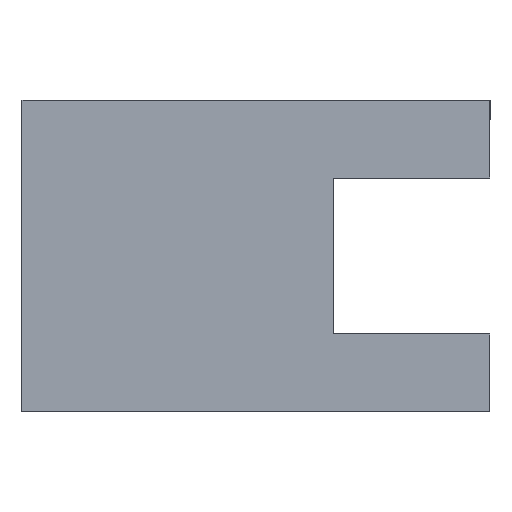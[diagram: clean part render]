
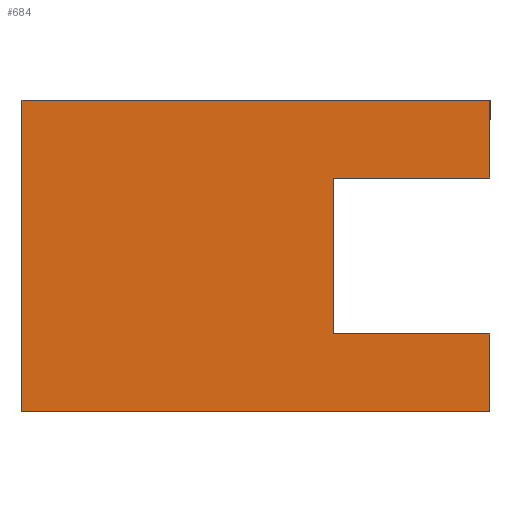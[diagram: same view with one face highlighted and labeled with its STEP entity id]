
A CAD part, left-side view. The second image highlights one B-rep face of the part: STEP entity #684.
In plain terms, the highlighted planar face has unit normal (-1, 0, 0).
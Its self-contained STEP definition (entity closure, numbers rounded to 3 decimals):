
#6 = DIRECTION ( 'NONE',  ( 0., -1., 0. ) ) ;
#11 = CARTESIAN_POINT ( 'NONE',  ( -80., -10., 25. ) ) ;
#26 = ORIENTED_EDGE ( 'NONE', *, *, #655, .F. ) ;
#27 = DIRECTION ( 'NONE',  ( 0., 0., -1. ) ) ;
#33 = VERTEX_POINT ( 'NONE', #543 ) ;
#50 = EDGE_CURVE ( 'NONE', #724, #160, #763, .T. ) ;
#51 = PLANE ( 'NONE',  #232 ) ;
#138 = EDGE_LOOP ( 'NONE', ( #386, #958, #26, #734, #650, #519, #746, #628 ) ) ;
#151 = EDGE_CURVE ( 'NONE', #33, #724, #179, .T. ) ;
#154 = CARTESIAN_POINT ( 'NONE',  ( -80., -50., 5. ) ) ;
#160 = VERTEX_POINT ( 'NONE', #11 ) ;
#179 = LINE ( 'NONE', #787, #363 ) ;
#186 = DIRECTION ( 'NONE',  ( 0., 0., -1. ) ) ;
#189 = LINE ( 'NONE', #409, #697 ) ;
#232 = AXIS2_PLACEMENT_3D ( 'NONE', #740, #511, #516 ) ;
#243 = EDGE_CURVE ( 'NONE', #561, #533, #594, .T. ) ;
#245 = CARTESIAN_POINT ( 'NONE',  ( -80., 30., 35. ) ) ;
#293 = CARTESIAN_POINT ( 'NONE',  ( -80., 30., 35. ) ) ;
#299 = LINE ( 'NONE', #293, #968 ) ;
#310 = VERTEX_POINT ( 'NONE', #663 ) ;
#312 = EDGE_CURVE ( 'NONE', #419, #33, #299, .T. ) ;
#332 = DIRECTION ( 'NONE',  ( 0., 0., -1. ) ) ;
#354 = LINE ( 'NONE', #454, #461 ) ;
#363 = VECTOR ( 'NONE', #186, 1000. ) ;
#386 = ORIENTED_EDGE ( 'NONE', *, *, #243, .F. ) ;
#409 = CARTESIAN_POINT ( 'NONE',  ( -80., -10., 25. ) ) ;
#417 = CARTESIAN_POINT ( 'NONE',  ( -80., -30., 5. ) ) ;
#419 = VERTEX_POINT ( 'NONE', #245 ) ;
#436 = EDGE_CURVE ( 'NONE', #310, #561, #848, .T. ) ;
#444 = CARTESIAN_POINT ( 'NONE',  ( -80., -30., 25. ) ) ;
#446 = VECTOR ( 'NONE', #332, 1000. ) ;
#447 = DIRECTION ( 'NONE',  ( 0., 0., -1. ) ) ;
#451 = CARTESIAN_POINT ( 'NONE',  ( -80., -30., 30. ) ) ;
#454 = CARTESIAN_POINT ( 'NONE',  ( -80., -30., -5. ) ) ;
#461 = VECTOR ( 'NONE', #919, 1000. ) ;
#491 = CARTESIAN_POINT ( 'NONE',  ( -80., 30., 30. ) ) ;
#511 = DIRECTION ( 'NONE',  ( 1., 0., 0. ) ) ;
#516 = DIRECTION ( 'NONE',  ( 0., 0., -1. ) ) ;
#519 = ORIENTED_EDGE ( 'NONE', *, *, #312, .F. ) ;
#533 = VERTEX_POINT ( 'NONE', #943 ) ;
#543 = CARTESIAN_POINT ( 'NONE',  ( -80., -30., 35. ) ) ;
#561 = VERTEX_POINT ( 'NONE', #417 ) ;
#594 = LINE ( 'NONE', #451, #695 ) ;
#623 = DIRECTION ( 'NONE',  ( 0., 1., 0. ) ) ;
#628 = ORIENTED_EDGE ( 'NONE', *, *, #817, .F. ) ;
#634 = LINE ( 'NONE', #491, #446 ) ;
#635 = FACE_OUTER_BOUND ( 'NONE', #138, .T. ) ;
#650 = ORIENTED_EDGE ( 'NONE', *, *, #151, .F. ) ;
#655 = EDGE_CURVE ( 'NONE', #160, #310, #189, .T. ) ;
#663 = CARTESIAN_POINT ( 'NONE',  ( -80., -10., 5. ) ) ;
#675 = DIRECTION ( 'NONE',  ( 0., -1., 0. ) ) ;
#684 = ADVANCED_FACE ( 'NONE', ( #635 ), #51, .F. ) ;
#693 = VERTEX_POINT ( 'NONE', #962 ) ;
#695 = VECTOR ( 'NONE', #447, 1000. ) ;
#697 = VECTOR ( 'NONE', #27, 1000. ) ;
#724 = VERTEX_POINT ( 'NONE', #444 ) ;
#733 = VECTOR ( 'NONE', #623, 1000. ) ;
#734 = ORIENTED_EDGE ( 'NONE', *, *, #50, .F. ) ;
#740 = CARTESIAN_POINT ( 'NONE',  ( -80., 30., 30. ) ) ;
#746 = ORIENTED_EDGE ( 'NONE', *, *, #966, .T. ) ;
#763 = LINE ( 'NONE', #929, #733 ) ;
#787 = CARTESIAN_POINT ( 'NONE',  ( -80., -30., 30. ) ) ;
#817 = EDGE_CURVE ( 'NONE', #533, #693, #354, .T. ) ;
#848 = LINE ( 'NONE', #154, #1008 ) ;
#919 = DIRECTION ( 'NONE',  ( 0., 1., 0. ) ) ;
#929 = CARTESIAN_POINT ( 'NONE',  ( -80., -50., 25. ) ) ;
#943 = CARTESIAN_POINT ( 'NONE',  ( -80., -30., -5. ) ) ;
#958 = ORIENTED_EDGE ( 'NONE', *, *, #436, .F. ) ;
#962 = CARTESIAN_POINT ( 'NONE',  ( -80., 30., -5. ) ) ;
#966 = EDGE_CURVE ( 'NONE', #419, #693, #634, .T. ) ;
#968 = VECTOR ( 'NONE', #675, 1000. ) ;
#1008 = VECTOR ( 'NONE', #6, 1000. ) ;
